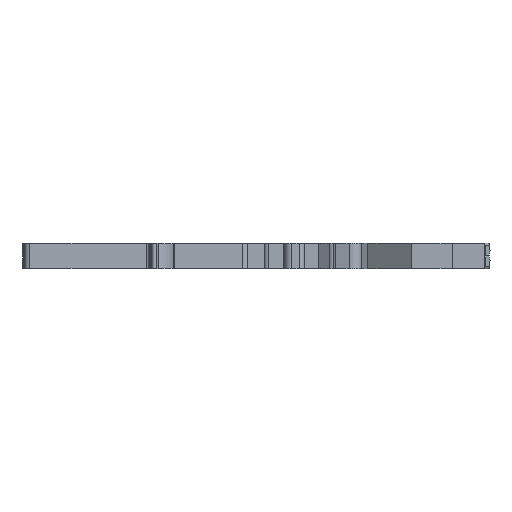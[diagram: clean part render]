
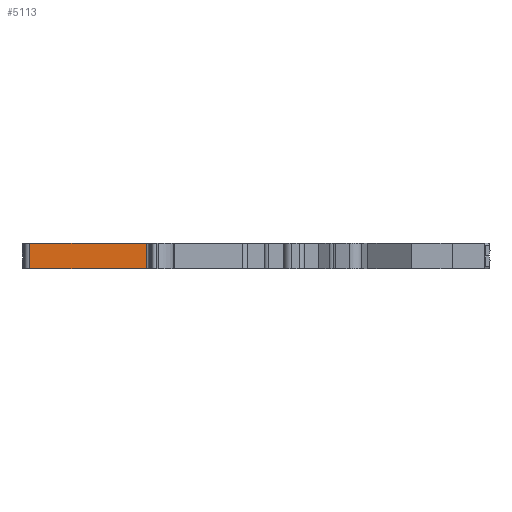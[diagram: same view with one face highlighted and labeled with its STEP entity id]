
A CAD part, front view. The second image highlights one B-rep face of the part: STEP entity #5113.
In plain terms, the highlighted planar face has unit normal (0, -1, 0).
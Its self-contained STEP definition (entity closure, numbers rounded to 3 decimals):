
#1561=DIRECTION('',(-1.,0.,0.));
#1562=VECTOR('',#1561,22.8);
#1563=CARTESIAN_POINT('',(-21.25,-34.,-2.5));
#1564=LINE('',#1563,#1562);
#1565=DIRECTION('',(1.,0.,0.));
#1566=VECTOR('',#1565,22.8);
#1567=CARTESIAN_POINT('',(-44.05,-34.,2.5));
#1568=LINE('',#1567,#1566);
#1569=DIRECTION('',(0.,0.,-1.));
#1570=VECTOR('',#1569,5.);
#1571=CARTESIAN_POINT('',(-21.25,-34.,2.5));
#1572=LINE('',#1571,#1570);
#1573=DIRECTION('',(0.,0.,-1.));
#1574=VECTOR('',#1573,5.);
#1575=CARTESIAN_POINT('',(-44.05,-34.,2.5));
#1576=LINE('',#1575,#1574);
#2799=CARTESIAN_POINT('',(-44.05,-34.,-2.5));
#2800=VERTEX_POINT('',#2799);
#2801=CARTESIAN_POINT('',(-21.25,-34.,-2.5));
#2802=VERTEX_POINT('',#2801);
#3343=CARTESIAN_POINT('',(-21.25,-34.,2.5));
#3344=VERTEX_POINT('',#3343);
#3345=CARTESIAN_POINT('',(-44.05,-34.,2.5));
#3346=VERTEX_POINT('',#3345);
#5101=CARTESIAN_POINT('',(-32.65,-34.,0.));
#5102=DIRECTION('',(0.,1.,0.));
#5103=DIRECTION('',(1.,0.,0.));
#5104=AXIS2_PLACEMENT_3D('',#5101,#5102,#5103);
#5105=PLANE('',#5104);
#5106=ORIENTED_EDGE('',*,*,#3862,.T.);
#5108=ORIENTED_EDGE('',*,*,#5107,.F.);
#5109=ORIENTED_EDGE('',*,*,#4124,.T.);
#5110=ORIENTED_EDGE('',*,*,#5094,.T.);
#5111=EDGE_LOOP('',(#5106,#5108,#5109,#5110));
#5112=FACE_OUTER_BOUND('',#5111,.F.);
#3862=EDGE_CURVE('',#2802,#2800,#1564,.T.);
#4124=EDGE_CURVE('',#3346,#3344,#1568,.T.);
#5094=EDGE_CURVE('',#3344,#2802,#1572,.T.);
#5107=EDGE_CURVE('',#3346,#2800,#1576,.T.);
#5113=ADVANCED_FACE('',(#5112),#5105,.F.);
